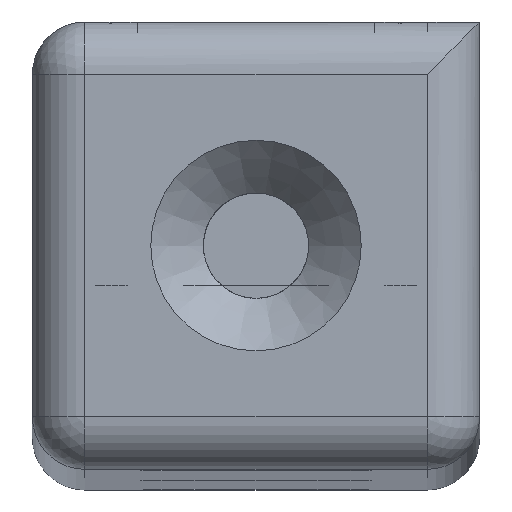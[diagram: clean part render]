
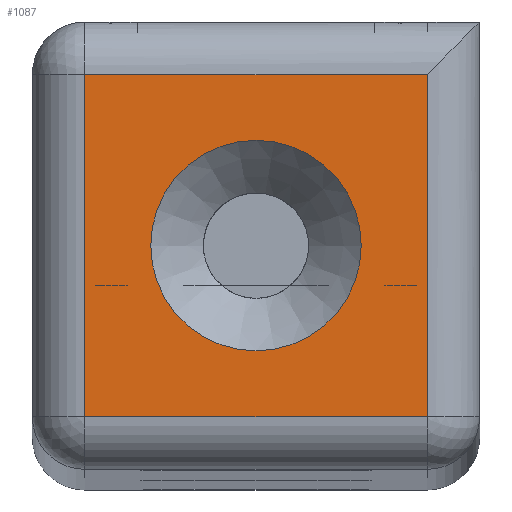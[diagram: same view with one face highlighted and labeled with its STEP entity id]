
A CAD part, top view. The second image highlights one B-rep face of the part: STEP entity #1087.
In plain terms, the highlighted planar face has unit normal (0, 0, 1).
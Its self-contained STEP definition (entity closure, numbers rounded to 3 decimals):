
#48=FACE_BOUND('',#403,.T.);
#66=PLANE('',#1240);
#73=LINE('',#1625,#148);
#81=LINE('',#1670,#156);
#86=LINE('',#1711,#161);
#144=LINE('',#1934,#219);
#148=VECTOR('',#1272,10.);
#156=VECTOR('',#1320,10.);
#161=VECTOR('',#1329,10.);
#219=VECTOR('',#1593,10.);
#315=FACE_OUTER_BOUND('',#402,.T.);
#402=EDGE_LOOP('',(#1003,#1004,#1005,#1006));
#403=EDGE_LOOP('',(#1007));
#475=CIRCLE('',#1239,2.);
#482=VERTEX_POINT('',#1617);
#484=VERTEX_POINT('',#1623);
#501=VERTEX_POINT('',#1666);
#507=VERTEX_POINT('',#1709);
#569=VERTEX_POINT('',#1930);
#580=EDGE_CURVE('',#482,#484,#73,.T.);
#602=EDGE_CURVE('',#484,#501,#81,.T.);
#610=EDGE_CURVE('',#501,#507,#86,.T.);
#715=EDGE_CURVE('',#569,#569,#475,.T.);
#717=EDGE_CURVE('',#507,#482,#144,.T.);
#1003=ORIENTED_EDGE('',*,*,#580,.T.);
#1004=ORIENTED_EDGE('',*,*,#602,.T.);
#1005=ORIENTED_EDGE('',*,*,#610,.T.);
#1006=ORIENTED_EDGE('',*,*,#717,.T.);
#1007=ORIENTED_EDGE('',*,*,#715,.T.);
#1087=ADVANCED_FACE('',(#315,#48),#66,.F.);
#1239=AXIS2_PLACEMENT_3D('',#1931,#1588,#1589);
#1240=AXIS2_PLACEMENT_3D('',#1933,#1591,#1592);
#1272=DIRECTION('',(0.,1.,0.));
#1320=DIRECTION('',(-1.,0.,0.));
#1329=DIRECTION('',(0.,-1.,0.));
#1588=DIRECTION('center_axis',(0.,0.,-1.));
#1589=DIRECTION('ref_axis',(1.,0.,0.));
#1591=DIRECTION('center_axis',(0.,0.,-1.));
#1592=DIRECTION('ref_axis',(-1.,0.,0.));
#1593=DIRECTION('',(1.,0.,0.));
#1617=CARTESIAN_POINT('',(11.75,-3.25,227.));
#1623=CARTESIAN_POINT('',(11.75,3.25,227.));
#1625=CARTESIAN_POINT('',(11.75,2.125,227.));
#1666=CARTESIAN_POINT('',(5.25,3.25,227.));
#1670=CARTESIAN_POINT('',(6.375,3.25,227.));
#1709=CARTESIAN_POINT('',(5.25,-3.25,227.));
#1711=CARTESIAN_POINT('',(5.25,-2.125,227.));
#1930=CARTESIAN_POINT('',(6.5,0.,227.));
#1931=CARTESIAN_POINT('Origin',(8.5,0.,227.));
#1933=CARTESIAN_POINT('Origin',(8.5,0.,227.));
#1934=CARTESIAN_POINT('',(10.625,-3.25,227.));
